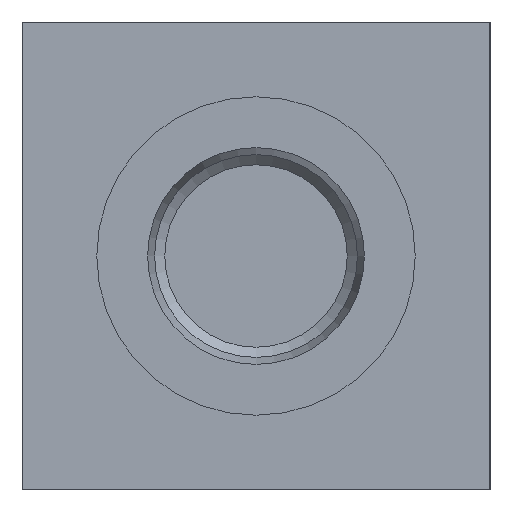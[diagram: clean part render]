
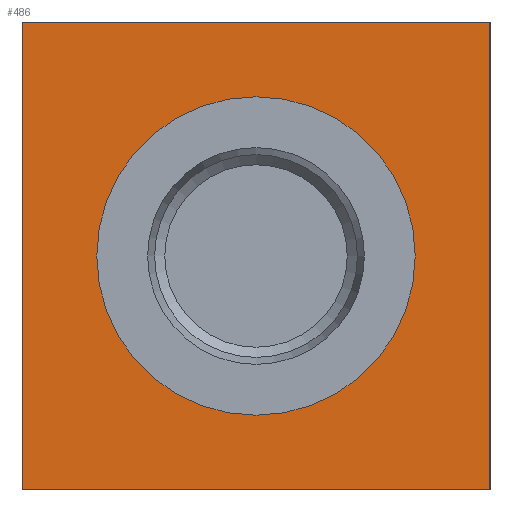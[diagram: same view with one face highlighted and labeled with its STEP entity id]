
A CAD part, left-side view. The second image highlights one B-rep face of the part: STEP entity #486.
In plain terms, the highlighted planar face has unit normal (-1, 0, 0).
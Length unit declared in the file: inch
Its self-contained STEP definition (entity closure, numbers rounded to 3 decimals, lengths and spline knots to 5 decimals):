
#486 = ADVANCED_FACE( '', ( #1159, #1160 ), #1161, .F. );
#1159 = FACE_BOUND( '', #2008, .T. );
#1160 = FACE_OUTER_BOUND( '', #2009, .T. );
#1161 = PLANE( '', #2010 );
#2008 = EDGE_LOOP( '', ( #3390 ) );
#2009 = EDGE_LOOP( '', ( #3391, #3392, #3393, #3394 ) );
#2010 = AXIS2_PLACEMENT_3D( '', #3395, #3396, #3397 );
#3390 = ORIENTED_EDGE( '', *, *, #4766, .T. );
#3391 = ORIENTED_EDGE( '', *, *, #4667, .F. );
#3392 = ORIENTED_EDGE( '', *, *, #4397, .F. );
#3393 = ORIENTED_EDGE( '', *, *, #4767, .F. );
#3394 = ORIENTED_EDGE( '', *, *, #4759, .F. );
#3395 = CARTESIAN_POINT( '', ( 0., 0., 0. ) );
#3396 = DIRECTION( '', ( 1., 0., 0. ) );
#3397 = DIRECTION( '', ( 0., 0., -1. ) );
#4397 = EDGE_CURVE( '', #5177, #5178, #5179, .T. );
#4667 = EDGE_CURVE( '', #5178, #5614, #5615, .T. );
#4759 = EDGE_CURVE( '', #5614, #5736, #5737, .T. );
#4766 = EDGE_CURVE( '', #5745, #5745, #5746, .T. );
#4767 = EDGE_CURVE( '', #5736, #5177, #5747, .T. );
#5177 = VERTEX_POINT( '', #6247 );
#5178 = VERTEX_POINT( '', #6248 );
#5179 = LINE( '', #6249, #6250 );
#5614 = VERTEX_POINT( '', #6811 );
#5615 = LINE( '', #6812, #6813 );
#5736 = VERTEX_POINT( '', #6958 );
#5737 = LINE( '', #6959, #6960 );
#5745 = VERTEX_POINT( '', #6969 );
#5746 = CIRCLE( '', #6970, 0.5955 );
#5747 = LINE( '', #6971, #6972 );
#6247 = CARTESIAN_POINT( '', ( 0., 0., 0. ) );
#6248 = CARTESIAN_POINT( '', ( 0., 1.75, 0. ) );
#6249 = CARTESIAN_POINT( '', ( 0., 0., 0. ) );
#6250 = VECTOR( '', #7472, 39.37008 );
#6811 = CARTESIAN_POINT( '', ( 0., 1.75, 1.75 ) );
#6812 = CARTESIAN_POINT( '', ( 0., 1.75, 0. ) );
#6813 = VECTOR( '', #7857, 39.37008 );
#6958 = CARTESIAN_POINT( '', ( 0., 0., 1.75 ) );
#6959 = CARTESIAN_POINT( '', ( 0., 1.75, 1.75 ) );
#6960 = VECTOR( '', #7975, 39.37008 );
#6969 = CARTESIAN_POINT( '', ( 0., 0.875, 0.2795 ) );
#6970 = AXIS2_PLACEMENT_3D( '', #7983, #7984, #7985 );
#6971 = CARTESIAN_POINT( '', ( 0., 0., 1.75 ) );
#6972 = VECTOR( '', #7986, 39.37008 );
#7472 = DIRECTION( '', ( 0., 1., 0. ) );
#7857 = DIRECTION( '', ( 0., 0., 1. ) );
#7975 = DIRECTION( '', ( 0., -1., 0. ) );
#7983 = CARTESIAN_POINT( '', ( 0., 0.875, 0.875 ) );
#7984 = DIRECTION( '', ( 1., 0., 0. ) );
#7985 = DIRECTION( '', ( 0., 0., -1. ) );
#7986 = DIRECTION( '', ( 0., 0., -1. ) );
